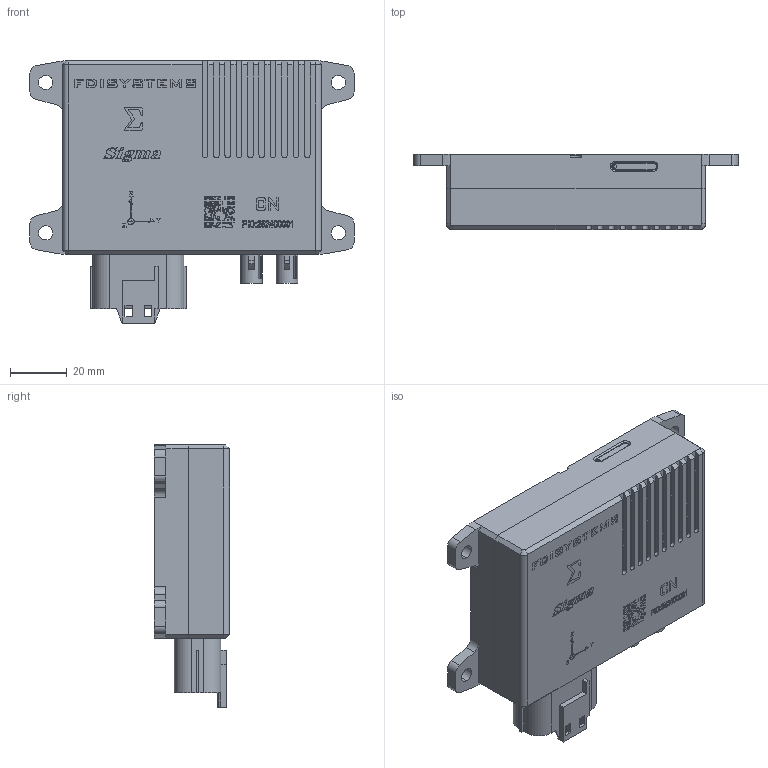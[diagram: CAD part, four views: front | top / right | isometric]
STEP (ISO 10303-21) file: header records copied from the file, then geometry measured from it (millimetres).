
FILE_DESCRIPTION (( 'STEP AP203' ), '1' );
FILE_NAME ('SIGMA-D-蚾饜极.STEP', '2024-09-06T09:41:24', ( '' ), ( '' ), 'SwSTEP 2.0', 'SolidWorks 2022', '' );
FILE_SCHEMA (( 'CONFIG_CONTROL_DESIGN' ));
Length unit declared in the file: millimetre
Products named in the file (13): SIGMA-D-下壳-2024年9月6日; MX23A18NF1-车载插头-主体-副本; MX23A18NF1-陬婥脣芛-齬渀; Fakra-JWE板端车载SMB公弯头-主体; SIGMA-D-上壳-2024年9月6日; SIGMA-D-侧边丝印-2024年9月6日; SMB-装配体-2024年9月5日; SIGMA-D-蚾饜极; Fakra-JWE板端车载SMB公弯头-外圈; 奻褲-佪荂; 等縐羞-01; 车载插头装配体-2024年9月5日; Fakra-JWE板端车载SMB公弯头-内圈
Assembly tree (13 placements, depth 3):
  SIGMA-D-蚾饜极
    SIGMA-D-下壳-2024年9月6日
    SIGMA-D-上壳-2024年9月6日
    车载插头装配体-2024年9月5日
      MX23A18NF1-车载插头-主体-副本
      MX23A18NF1-陬婥脣芛-齬渀
    SMB-装配体-2024年9月5日  x2
      Fakra-JWE板端车载SMB公弯头-主体
      Fakra-JWE板端车载SMB公弯头-内圈
      Fakra-JWE板端车载SMB公弯头-外圈
    等縐羞-01
    奻褲-佪荂
    SIGMA-D-侧边丝印-2024年9月6日
Bounding box: 114.2 x 26.51 x 92.4 mm (x, y, z)
Volume: 56629.8 mm3; surface area: 53924.6 mm2
Topology: 100 solids, 100 shells, 2327 faces, 6018 edges, 3947 vertices
Faces by surface type: plane 1687, cylinder 338, bspline 216, torus 36, cone 34, sphere 16
Entity records: 79357 total; most frequent: CARTESIAN_POINT 24034, ORIENTED_EDGE 11616, DIRECTION 10106, EDGE_CURVE 5808, VECTOR 4656, LINE 4656, VERTEX_POINT 3833, AXIS2_PLACEMENT_3D 2725
